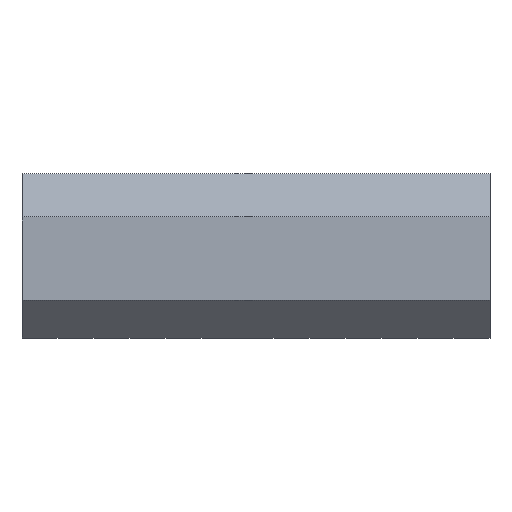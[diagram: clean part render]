
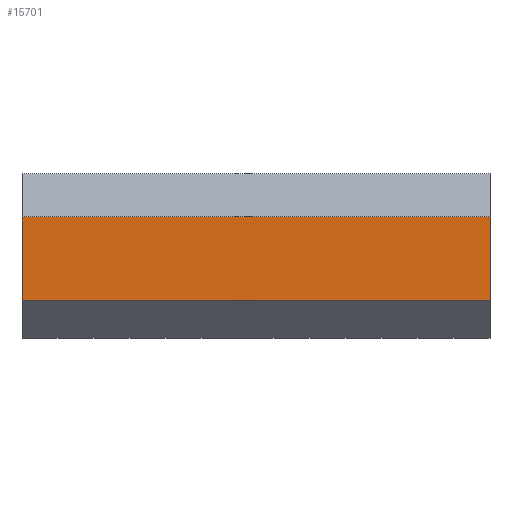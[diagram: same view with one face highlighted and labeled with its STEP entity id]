
A CAD part, top view. The second image highlights one B-rep face of the part: STEP entity #15701.
In plain terms, the highlighted planar face has unit normal (0, 0, 1).
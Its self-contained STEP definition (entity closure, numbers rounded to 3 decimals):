
#13748 = PLANE('',#13749);
#13749 = AXIS2_PLACEMENT_3D('',#13750,#13751,#13752);
#13750 = CARTESIAN_POINT('',(31.25,1.731,5.523));
#13751 = DIRECTION('',(1.,0.,0.));
#13752 = DIRECTION('',(0.,0.,1.));
#13802 = PLANE('',#13803);
#13803 = AXIS2_PLACEMENT_3D('',#13804,#13805,#13806);
#13804 = CARTESIAN_POINT('',(-1.25,1.731,5.523));
#13805 = DIRECTION('',(1.,0.,0.));
#13806 = DIRECTION('',(0.,0.,1.));
#13933 = PLANE('',#13934);
#13934 = AXIS2_PLACEMENT_3D('',#13935,#13936,#13937);
#13935 = CARTESIAN_POINT('',(-1.25,8.4,8.5));
#13936 = DIRECTION('',(0.,-0.447,-0.894));
#13937 = DIRECTION('',(0.,-0.894,0.447));
#13972 = VERTEX_POINT('',#13973);
#13973 = CARTESIAN_POINT('',(-1.25,5.4,10.));
#13994 = EDGE_CURVE('',#13972,#13995,#13997,.T.);
#13995 = VERTEX_POINT('',#13996);
#13996 = CARTESIAN_POINT('',(-1.25,-0.4,10.));
#13997 = SURFACE_CURVE('',#13998,(#14002,#14009),.PCURVE_S1.);
#13998 = LINE('',#13999,#14000);
#13999 = CARTESIAN_POINT('',(-1.25,5.4,10.));
#14000 = VECTOR('',#14001,1.);
#14001 = DIRECTION('',(0.,-1.,0.));
#14002 = PCURVE('',#13802,#14003);
#14003 = DEFINITIONAL_REPRESENTATION('',(#14004),#14008);
#14004 = LINE('',#14005,#14006);
#14005 = CARTESIAN_POINT('',(4.477,-3.669));
#14006 = VECTOR('',#14007,1.);
#14007 = DIRECTION('',(0.,1.));
#14008 = ( GEOMETRIC_REPRESENTATION_CONTEXT(2) 
PARAMETRIC_REPRESENTATION_CONTEXT() REPRESENTATION_CONTEXT('2D SPACE',''
  ) );
#14009 = PCURVE('',#14010,#14015);
#14010 = PLANE('',#14011);
#14011 = AXIS2_PLACEMENT_3D('',#14012,#14013,#14014);
#14012 = CARTESIAN_POINT('',(-1.25,5.4,10.));
#14013 = DIRECTION('',(0.,0.,-1.));
#14014 = DIRECTION('',(0.,-1.,0.));
#14015 = DEFINITIONAL_REPRESENTATION('',(#14016),#14020);
#14016 = LINE('',#14017,#14018);
#14017 = CARTESIAN_POINT('',(0.,-0.));
#14018 = VECTOR('',#14019,1.);
#14019 = DIRECTION('',(1.,0.));
#14020 = ( GEOMETRIC_REPRESENTATION_CONTEXT(2) 
PARAMETRIC_REPRESENTATION_CONTEXT() REPRESENTATION_CONTEXT('2D SPACE',''
  ) );
#14038 = PLANE('',#14039);
#14039 = AXIS2_PLACEMENT_3D('',#14040,#14041,#14042);
#14040 = CARTESIAN_POINT('',(-1.25,-0.4,10.));
#14041 = DIRECTION('',(0.,0.707,-0.707));
#14042 = DIRECTION('',(0.,-0.707,-0.707));
#14134 = VERTEX_POINT('',#14135);
#14135 = CARTESIAN_POINT('',(31.25,5.4,10.));
#14156 = EDGE_CURVE('',#14134,#14157,#14159,.T.);
#14157 = VERTEX_POINT('',#14158);
#14158 = CARTESIAN_POINT('',(31.25,-0.4,10.));
#14159 = SURFACE_CURVE('',#14160,(#14164,#14171),.PCURVE_S1.);
#14160 = LINE('',#14161,#14162);
#14161 = CARTESIAN_POINT('',(31.25,5.4,10.));
#14162 = VECTOR('',#14163,1.);
#14163 = DIRECTION('',(0.,-1.,0.));
#14164 = PCURVE('',#13748,#14165);
#14165 = DEFINITIONAL_REPRESENTATION('',(#14166),#14170);
#14166 = LINE('',#14167,#14168);
#14167 = CARTESIAN_POINT('',(4.477,-3.669));
#14168 = VECTOR('',#14169,1.);
#14169 = DIRECTION('',(0.,1.));
#14170 = ( GEOMETRIC_REPRESENTATION_CONTEXT(2) 
PARAMETRIC_REPRESENTATION_CONTEXT() REPRESENTATION_CONTEXT('2D SPACE',''
  ) );
#14171 = PCURVE('',#14010,#14172);
#14172 = DEFINITIONAL_REPRESENTATION('',(#14173),#14177);
#14173 = LINE('',#14174,#14175);
#14174 = CARTESIAN_POINT('',(0.,-32.5));
#14175 = VECTOR('',#14176,1.);
#14176 = DIRECTION('',(1.,0.));
#14177 = ( GEOMETRIC_REPRESENTATION_CONTEXT(2) 
PARAMETRIC_REPRESENTATION_CONTEXT() REPRESENTATION_CONTEXT('2D SPACE',''
  ) );
#15680 = EDGE_CURVE('',#13972,#14134,#15681,.T.);
#15681 = SURFACE_CURVE('',#15682,(#15686,#15693),.PCURVE_S1.);
#15682 = LINE('',#15683,#15684);
#15683 = CARTESIAN_POINT('',(-1.25,5.4,10.));
#15684 = VECTOR('',#15685,1.);
#15685 = DIRECTION('',(1.,0.,0.));
#15686 = PCURVE('',#13933,#15687);
#15687 = DEFINITIONAL_REPRESENTATION('',(#15688),#15692);
#15688 = LINE('',#15689,#15690);
#15689 = CARTESIAN_POINT('',(3.354,0.));
#15690 = VECTOR('',#15691,1.);
#15691 = DIRECTION('',(0.,-1.));
#15692 = ( GEOMETRIC_REPRESENTATION_CONTEXT(2) 
PARAMETRIC_REPRESENTATION_CONTEXT() REPRESENTATION_CONTEXT('2D SPACE',''
  ) );
#15693 = PCURVE('',#14010,#15694);
#15694 = DEFINITIONAL_REPRESENTATION('',(#15695),#15699);
#15695 = LINE('',#15696,#15697);
#15696 = CARTESIAN_POINT('',(0.,-0.));
#15697 = VECTOR('',#15698,1.);
#15698 = DIRECTION('',(0.,-1.));
#15699 = ( GEOMETRIC_REPRESENTATION_CONTEXT(2) 
PARAMETRIC_REPRESENTATION_CONTEXT() REPRESENTATION_CONTEXT('2D SPACE',''
  ) );
#15701 = ADVANCED_FACE('',(#15702),#14010,.F.);
#15702 = FACE_BOUND('',#15703,.F.);
#15703 = EDGE_LOOP('',(#15704,#15705,#15706,#15727));
#15704 = ORIENTED_EDGE('',*,*,#15680,.T.);
#15705 = ORIENTED_EDGE('',*,*,#14156,.T.);
#15706 = ORIENTED_EDGE('',*,*,#15707,.F.);
#15707 = EDGE_CURVE('',#13995,#14157,#15708,.T.);
#15708 = SURFACE_CURVE('',#15709,(#15713,#15720),.PCURVE_S1.);
#15709 = LINE('',#15710,#15711);
#15710 = CARTESIAN_POINT('',(-1.25,-0.4,10.));
#15711 = VECTOR('',#15712,1.);
#15712 = DIRECTION('',(1.,0.,0.));
#15713 = PCURVE('',#14010,#15714);
#15714 = DEFINITIONAL_REPRESENTATION('',(#15715),#15719);
#15715 = LINE('',#15716,#15717);
#15716 = CARTESIAN_POINT('',(5.8,0.));
#15717 = VECTOR('',#15718,1.);
#15718 = DIRECTION('',(0.,-1.));
#15719 = ( GEOMETRIC_REPRESENTATION_CONTEXT(2) 
PARAMETRIC_REPRESENTATION_CONTEXT() REPRESENTATION_CONTEXT('2D SPACE',''
  ) );
#15720 = PCURVE('',#14038,#15721);
#15721 = DEFINITIONAL_REPRESENTATION('',(#15722),#15726);
#15722 = LINE('',#15723,#15724);
#15723 = CARTESIAN_POINT('',(0.,0.));
#15724 = VECTOR('',#15725,1.);
#15725 = DIRECTION('',(0.,-1.));
#15726 = ( GEOMETRIC_REPRESENTATION_CONTEXT(2) 
PARAMETRIC_REPRESENTATION_CONTEXT() REPRESENTATION_CONTEXT('2D SPACE',''
  ) );
#15727 = ORIENTED_EDGE('',*,*,#13994,.F.);
